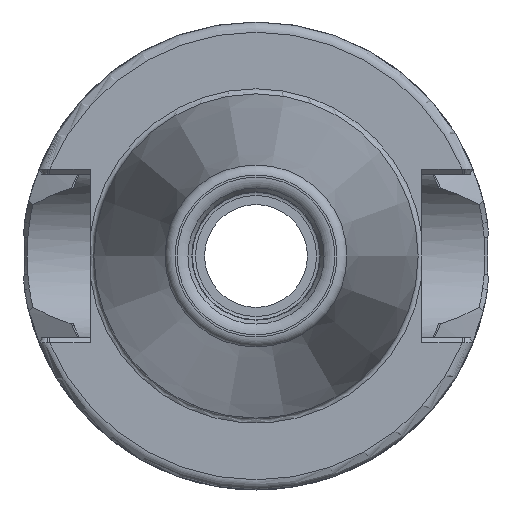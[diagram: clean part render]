
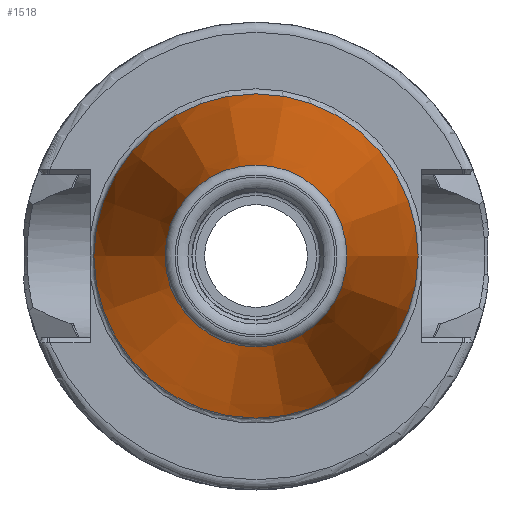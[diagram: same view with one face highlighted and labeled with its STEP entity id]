
A CAD part, left-side view. The second image highlights one B-rep face of the part: STEP entity #1518.
In plain terms, the highlighted conical face has half-angle 8.297 degrees and reference radius 12.437 mm.
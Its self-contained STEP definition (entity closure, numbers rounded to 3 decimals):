
#41=CONICAL_SURFACE('',#1647,12.437,0.145);
#138=CIRCLE('',#1643,8.941);
#139=CIRCLE('',#1644,8.941);
#140=CIRCLE('',#1645,8.941);
#142=CIRCLE('',#1648,15.933);
#143=CIRCLE('',#1649,15.933);
#253=FACE_OUTER_BOUND('',#335,.T.);
#335=EDGE_LOOP('',(#1294,#1295,#1296,#1297,#1298,#1299,#1300));
#429=LINE('',#3274,#501);
#501=VECTOR('',#1966,12.437);
#683=VERTEX_POINT('',#3262);
#684=VERTEX_POINT('',#3263);
#685=VERTEX_POINT('',#3265);
#686=VERTEX_POINT('',#3270);
#687=VERTEX_POINT('',#3271);
#902=EDGE_CURVE('',#683,#684,#138,.T.);
#903=EDGE_CURVE('',#685,#683,#139,.T.);
#904=EDGE_CURVE('',#684,#685,#140,.T.);
#906=EDGE_CURVE('',#686,#687,#142,.T.);
#907=EDGE_CURVE('',#687,#686,#143,.T.);
#908=EDGE_CURVE('',#687,#685,#429,.T.);
#1294=ORIENTED_EDGE('',*,*,#906,.F.);
#1295=ORIENTED_EDGE('',*,*,#907,.F.);
#1296=ORIENTED_EDGE('',*,*,#908,.T.);
#1297=ORIENTED_EDGE('',*,*,#903,.T.);
#1298=ORIENTED_EDGE('',*,*,#902,.T.);
#1299=ORIENTED_EDGE('',*,*,#904,.T.);
#1300=ORIENTED_EDGE('',*,*,#908,.F.);
#1518=ADVANCED_FACE('',(#253),#41,.T.);
#1643=AXIS2_PLACEMENT_3D('',#3264,#1952,#1953);
#1644=AXIS2_PLACEMENT_3D('',#3266,#1954,#1955);
#1645=AXIS2_PLACEMENT_3D('',#3267,#1956,#1957);
#1647=AXIS2_PLACEMENT_3D('',#3269,#1960,#1961);
#1648=AXIS2_PLACEMENT_3D('',#3272,#1962,#1963);
#1649=AXIS2_PLACEMENT_3D('',#3273,#1964,#1965);
#1952=DIRECTION('center_axis',(1.,0.,0.));
#1953=DIRECTION('ref_axis',(0.,0.,-1.));
#1954=DIRECTION('center_axis',(1.,0.,0.));
#1955=DIRECTION('ref_axis',(0.,0.,-1.));
#1956=DIRECTION('center_axis',(1.,0.,0.));
#1957=DIRECTION('ref_axis',(0.,0.,-1.));
#1960=DIRECTION('center_axis',(1.,0.,0.));
#1961=DIRECTION('ref_axis',(0.,1.,0.));
#1962=DIRECTION('center_axis',(1.,0.,0.));
#1963=DIRECTION('ref_axis',(0.,0.,-1.));
#1964=DIRECTION('center_axis',(1.,0.,0.));
#1965=DIRECTION('ref_axis',(0.,0.,-1.));
#1966=DIRECTION('',(-0.99,0.144,0.));
#3262=CARTESIAN_POINT('',(-47.944,8.941,0.));
#3263=CARTESIAN_POINT('',(-47.944,0.,8.941));
#3264=CARTESIAN_POINT('Origin',(-47.944,0.,
0.));
#3265=CARTESIAN_POINT('',(-47.944,-8.941,0.));
#3266=CARTESIAN_POINT('Origin',(-47.944,0.,
0.));
#3267=CARTESIAN_POINT('Origin',(-47.944,0.,
0.));
#3269=CARTESIAN_POINT('Origin',(-23.972,0.,
0.));
#3270=CARTESIAN_POINT('',(0.,15.933,0.));
#3271=CARTESIAN_POINT('',(0.,-15.933,0.));
#3272=CARTESIAN_POINT('Origin',(0.,0.,
0.));
#3273=CARTESIAN_POINT('Origin',(0.,0.,
0.));
#3274=CARTESIAN_POINT('',(-23.972,-12.437,0.));
